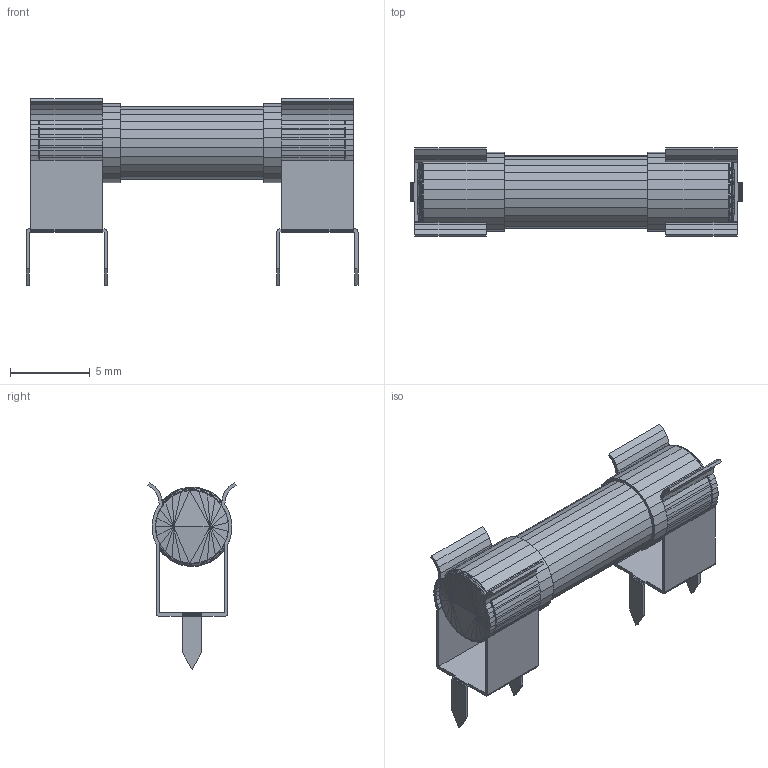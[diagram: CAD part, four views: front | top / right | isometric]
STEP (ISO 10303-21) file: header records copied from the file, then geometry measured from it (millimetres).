
FILE_DESCRIPTION(('FreeCAD Model'),'2;1');
FILE_NAME( 'fuse_clips_5x20.step', '2016-07-05T17:01:25',('Author'),(''), 'Open CASCADE STEP processor 6.8','FreeCAD','Unknown');
FILE_SCHEMA(('AUTOMOTIVE_DESIGN_CC2 { 1 2 10303 214 -1 1 5 4 }'));
Length unit declared in the file: millimetre
Products named in the file (5): ASSEMBLY; refine_clips_fuse_5x20001; refine_clips_fuse_5x20003; refine_clips_fuse_5x20002; refine_clips_fuse_5x20004
Assembly tree (4 placements, depth 2):
  ASSEMBLY
    refine_clips_fuse_5x20001
    refine_clips_fuse_5x20003
    refine_clips_fuse_5x20002
    refine_clips_fuse_5x20004
Bounding box: 20.85 x 5.53 x 11.73 mm (x, y, z)
Surface area: 1049.9 mm2 (no closed solid volume)
Topology: 0 solids, 4 shells, 748 faces, 1546 edges, 808 vertices
Faces by surface type: plane 748
Entity records: 38661 total; most frequent: CARTESIAN_POINT 6199, DIRECTION 6144, LINE 4638, VECTOR 4638, ORIENTED_EDGE 3092, PCURVE 3092, DEFINITIONAL_REPRESENTATION 3092, EDGE_CURVE 1546
